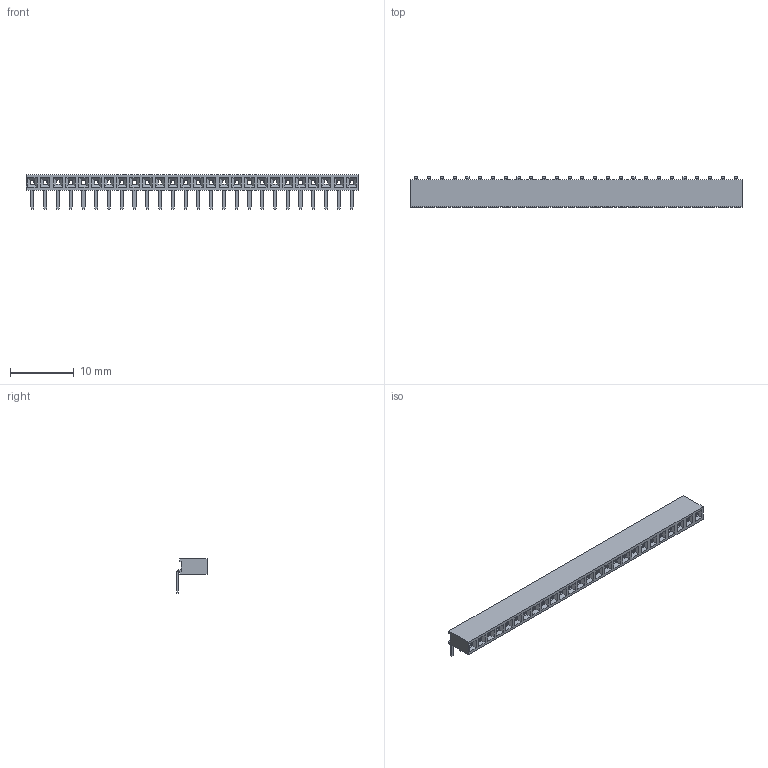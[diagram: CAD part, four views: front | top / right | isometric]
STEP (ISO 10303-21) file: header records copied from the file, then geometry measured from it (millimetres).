
FILE_DESCRIPTION(('STEP AP214'), '1');
FILE_NAME('PBS2-R1', '', ('UNSPECIFIED'), ('UNSPECIFIED'), 'ASCON STEP Converter 1.6', 'ASCON Math Kernel', '');
FILE_SCHEMA(('AUTOMOTIVE_DESIGN { 1 0 10303 214 3 1 1}'));
Length unit declared in the file: millimetre
Bounding box: 52 x 4.7 x 5.4 mm (x, y, z)
Volume: 359.4 mm3; surface area: 2046 mm2
Topology: 27 solids, 27 shells, 1700 faces, 4626 edges, 2980 vertices
Faces by surface type: plane 1310, cylinder 390
Entity records: 66734 total; most frequent: CARTESIAN_POINT 9307, ORIENTED_EDGE 9252, DIRECTION 8808, EDGE_CURVE 4626, LINE 3846, VECTOR 3846, VERTEX_POINT 2980, AXIS2_PLACEMENT_3D 2481
